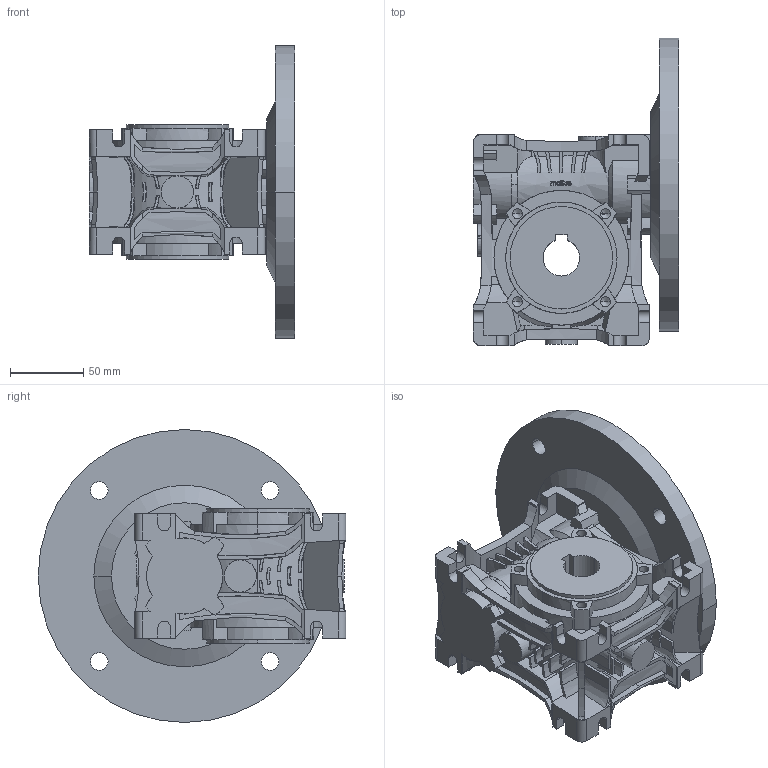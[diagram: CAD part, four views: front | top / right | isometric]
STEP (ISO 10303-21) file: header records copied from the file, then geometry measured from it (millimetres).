
FILE_DESCRIPTION (( 'STEP AP214' ), '1' );
FILE_NAME ('BOX50_PAM80B5_STP.STEP', '2018-07-09T14:20:37', ( '' ), ( '' ), 'SwSTEP 2.0', 'SolidWorks 2016', '' );
FILE_SCHEMA (( 'AUTOMOTIVE_DESIGN' ));
Length unit declared in the file: millimetre
Products named in the file (3): BOX050_INPUT_FLANGES_80B5; BOX50_PAM80B5_STP; BOX050_1
Assembly tree (2 placements, depth 2):
  BOX50_PAM80B5_STP
    BOX050_1
    BOX050_INPUT_FLANGES_80B5
Bounding box: 140 x 210 x 200 mm (x, y, z)
Volume: 1190861.6 mm3; surface area: 221221.8 mm2
Topology: 2 solids, 2 shells, 1336 faces, 3823 edges, 2514 vertices
Faces by surface type: plane 651, cylinder 352, cone 259, bspline 74
Entity records: 47788 total; most frequent: CARTESIAN_POINT 15778, ORIENTED_EDGE 7614, DIRECTION 5360, EDGE_CURVE 3807, VERTEX_POINT 2514, VECTOR 1802, LINE 1802, AXIS2_PLACEMENT_3D 1779
